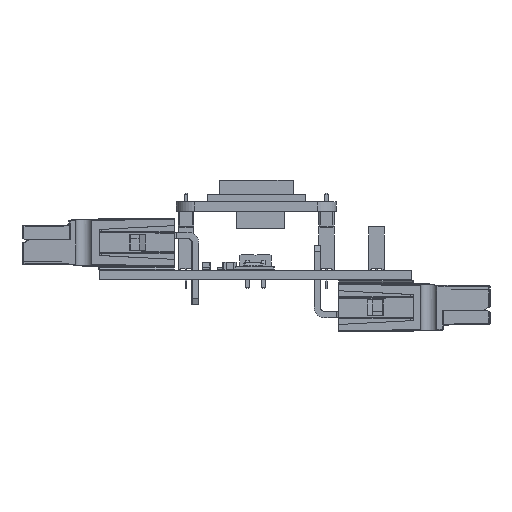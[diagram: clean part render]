
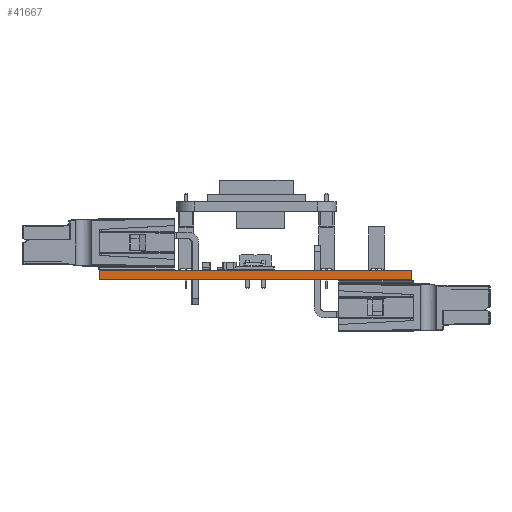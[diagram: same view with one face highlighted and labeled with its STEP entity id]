
A CAD part, left-side view. The second image highlights one B-rep face of the part: STEP entity #41667.
In plain terms, the highlighted planar face has unit normal (-1, 0, 0).
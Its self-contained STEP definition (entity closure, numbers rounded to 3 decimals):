
#41611 = VERTEX_POINT('',#41612);
#41612 = CARTESIAN_POINT('',(71.12,-114.3,1.6));
#41618 = EDGE_CURVE('',#41619,#41611,#41621,.T.);
#41619 = VERTEX_POINT('',#41620);
#41620 = CARTESIAN_POINT('',(71.12,-114.3,0.));
#41621 = LINE('',#41622,#41623);
#41622 = CARTESIAN_POINT('',(71.12,-114.3,0.));
#41623 = VECTOR('',#41624,1.);
#41624 = DIRECTION('',(0.,0.,1.));
#41667 = ADVANCED_FACE('',(#41668),#41693,.T.);
#41668 = FACE_BOUND('',#41669,.T.);
#41669 = EDGE_LOOP('',(#41670,#41671,#41679,#41687));
#41670 = ORIENTED_EDGE('',*,*,#41618,.T.);
#41671 = ORIENTED_EDGE('',*,*,#41672,.T.);
#41672 = EDGE_CURVE('',#41611,#41673,#41675,.T.);
#41673 = VERTEX_POINT('',#41674);
#41674 = CARTESIAN_POINT('',(71.12,-63.5,1.6));
#41675 = LINE('',#41676,#41677);
#41676 = CARTESIAN_POINT('',(71.12,-114.3,1.6));
#41677 = VECTOR('',#41678,1.);
#41678 = DIRECTION('',(0.,1.,0.));
#41679 = ORIENTED_EDGE('',*,*,#41680,.F.);
#41680 = EDGE_CURVE('',#41681,#41673,#41683,.T.);
#41681 = VERTEX_POINT('',#41682);
#41682 = CARTESIAN_POINT('',(71.12,-63.5,0.));
#41683 = LINE('',#41684,#41685);
#41684 = CARTESIAN_POINT('',(71.12,-63.5,0.));
#41685 = VECTOR('',#41686,1.);
#41686 = DIRECTION('',(0.,0.,1.));
#41687 = ORIENTED_EDGE('',*,*,#41688,.F.);
#41688 = EDGE_CURVE('',#41619,#41681,#41689,.T.);
#41689 = LINE('',#41690,#41691);
#41690 = CARTESIAN_POINT('',(71.12,-114.3,0.));
#41691 = VECTOR('',#41692,1.);
#41692 = DIRECTION('',(0.,1.,0.));
#41693 = PLANE('',#41694);
#41694 = AXIS2_PLACEMENT_3D('',#41695,#41696,#41697);
#41695 = CARTESIAN_POINT('',(71.12,-114.3,0.));
#41696 = DIRECTION('',(-1.,0.,0.));
#41697 = DIRECTION('',(0.,1.,0.));
